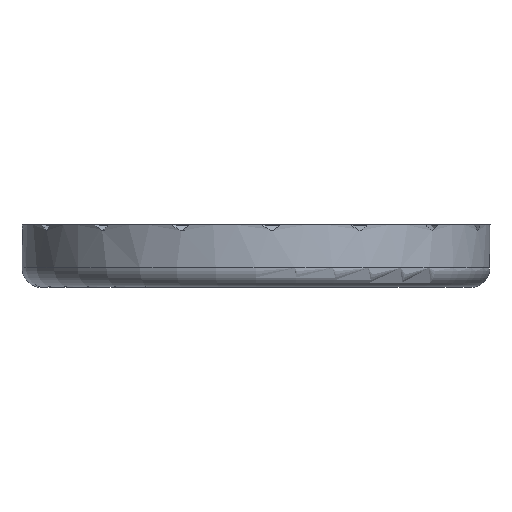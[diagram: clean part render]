
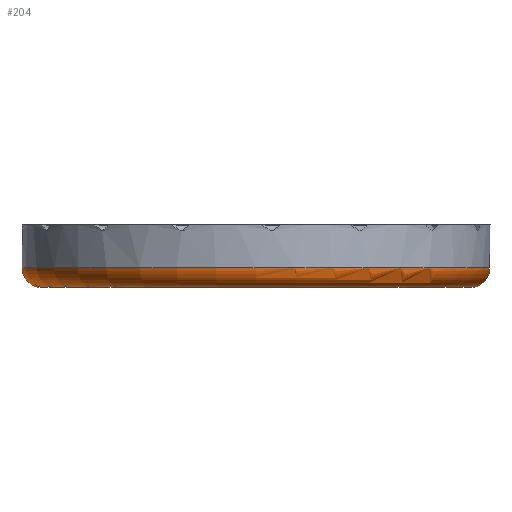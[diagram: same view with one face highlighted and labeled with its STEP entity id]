
A CAD part, left-side view. The second image highlights one B-rep face of the part: STEP entity #204.
In plain terms, the highlighted toroidal (fillet/blend) face has major radius 5.5 mm and minor radius 0.5 mm.
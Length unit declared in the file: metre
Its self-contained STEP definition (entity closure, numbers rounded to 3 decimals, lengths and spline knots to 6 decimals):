
#204=ADVANCED_FACE('',(#581,#582),#583,.T.);
#581=FACE_OUTER_BOUND('',#1132,.T.);
#582=FACE_OUTER_BOUND('',#1133,.T.);
#583=TOROIDAL_SURFACE('',#1134,0.0055,0.0005);
#1132=EDGE_LOOP('',(#2701));
#1133=EDGE_LOOP('',(#2702));
#1134=AXIS2_PLACEMENT_3D('',#2703,#2704,#2705);
#2701=ORIENTED_EDGE('',*,*,#4227,.F.);
#2702=ORIENTED_EDGE('',*,*,#4228,.F.);
#2703=CARTESIAN_POINT('',(0.0,0.0,-0.0011));
#2704=DIRECTION('',(-0.0,0.0,-1.0));
#2705=DIRECTION('',(-1.0,0.0,0.0));
#4227=EDGE_CURVE('',#4906,#4906,#4907,.T.);
#4228=EDGE_CURVE('',#4908,#4908,#4909,.F.);
#4906=VERTEX_POINT('',#5908);
#4907=CIRCLE('',#5909,0.0055);
#4908=VERTEX_POINT('',#5910);
#4909=CIRCLE('',#5911,0.006);
#5908=CARTESIAN_POINT('',(-0.0055,0.0,-0.0016));
#5909=AXIS2_PLACEMENT_3D('',#7581,#7582,#7583);
#5910=CARTESIAN_POINT('',(-0.006,0.,-0.0011));
#5911=AXIS2_PLACEMENT_3D('',#7584,#7585,#7586);
#7581=CARTESIAN_POINT('',(0.0,0.0,-0.0016));
#7582=DIRECTION('',(-0.0,0.0,-1.0));
#7583=DIRECTION('',(-1.0,0.0,0.0));
#7584=CARTESIAN_POINT('',(0.0,0.0,-0.0011));
#7585=DIRECTION('',(-0.0,0.0,-1.0));
#7586=DIRECTION('',(-1.0,0.0,0.0));
